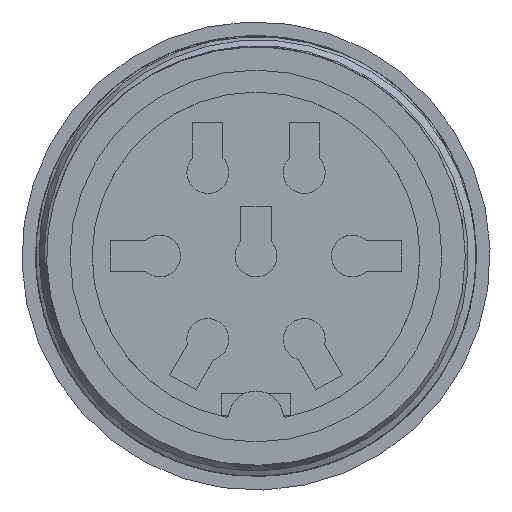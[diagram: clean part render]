
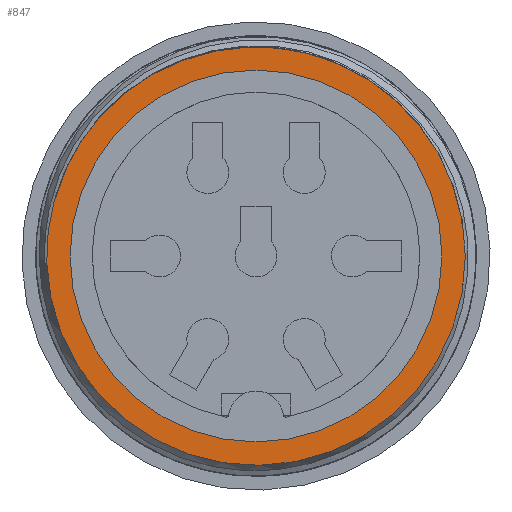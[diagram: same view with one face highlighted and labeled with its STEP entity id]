
A CAD part, front view. The second image highlights one B-rep face of the part: STEP entity #847.
In plain terms, the highlighted planar face has unit normal (0, -1, 0).
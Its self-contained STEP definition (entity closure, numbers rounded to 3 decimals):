
#847=ADVANCED_FACE('',(#1005,#1006),#930,.T.);
#930=PLANE('',#2077);
#1005=FACE_BOUND('',#1068,.T.);
#1006=FACE_BOUND('',#1069,.T.);
#1068=EDGE_LOOP('',(#1214));
#1069=EDGE_LOOP('',(#1215,#1216));
#1214=ORIENTED_EDGE('',*,*,#1769,.T.);
#1215=ORIENTED_EDGE('',*,*,#1770,.F.);
#1216=ORIENTED_EDGE('',*,*,#1771,.F.);
#1611=VERTEX_POINT('',#2820);
#1612=VERTEX_POINT('',#2822);
#1613=VERTEX_POINT('',#2823);
#1769=EDGE_CURVE('',#1611,#1611,#1975,.T.);
#1770=EDGE_CURVE('',#1612,#1613,#1976,.T.);
#1771=EDGE_CURVE('',#1613,#1612,#1977,.T.);
#1975=CIRCLE('',#2074,6.75);
#1976=CIRCLE('',#2075,7.6);
#1977=CIRCLE('',#2076,7.6);
#2074=AXIS2_PLACEMENT_3D('',#2819,#2285,#2286);
#2075=AXIS2_PLACEMENT_3D('',#2821,#2287,#2288);
#2076=AXIS2_PLACEMENT_3D('',#2824,#2289,#2290);
#2077=AXIS2_PLACEMENT_3D('',#2825,#2291,#2292);
#2285=DIRECTION('',(0.,1.,0.));
#2286=DIRECTION('',(0.,0.,-1.));
#2287=DIRECTION('',(0.,1.,0.));
#2288=DIRECTION('',(-0.999,0.,-0.033));
#2289=DIRECTION('',(0.,1.,0.));
#2290=DIRECTION('',(-0.999,0.,-0.033));
#2291=DIRECTION('',(0.,-1.,0.));
#2292=DIRECTION('',(-0.033,0.,0.999));
#2819=CARTESIAN_POINT('',(0.,5.,0.));
#2820=CARTESIAN_POINT('',(0.,5.,-6.75));
#2821=CARTESIAN_POINT('',(0.,5.,0.));
#2822=CARTESIAN_POINT('',(-7.596,5.,-0.254));
#2823=CARTESIAN_POINT('',(-5.68,5.,5.049));
#2824=CARTESIAN_POINT('',(0.,5.,0.));
#2825=CARTESIAN_POINT('',(8.634,5.,-8.076));
